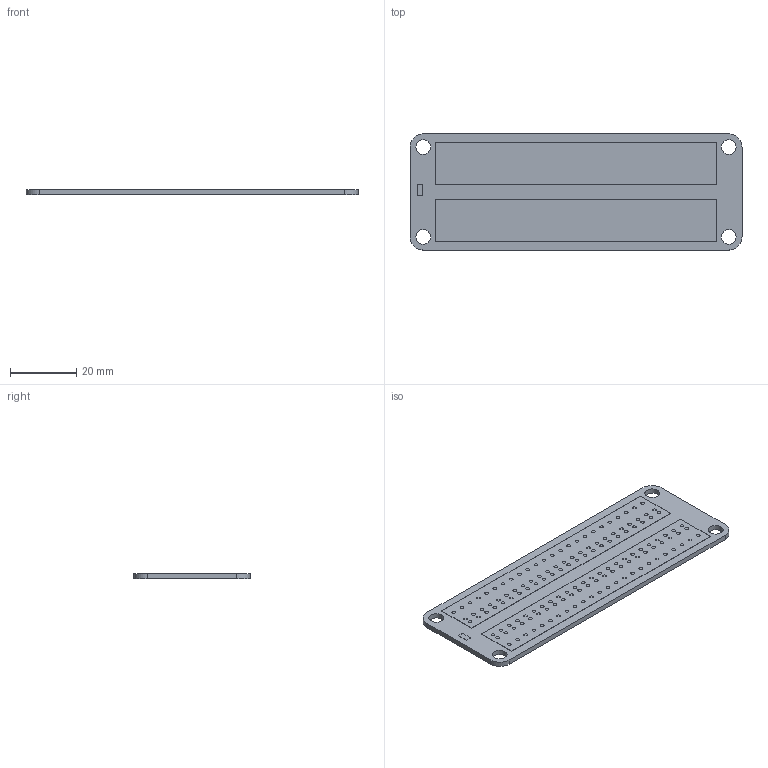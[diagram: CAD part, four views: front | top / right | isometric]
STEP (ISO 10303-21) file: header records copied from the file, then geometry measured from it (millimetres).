
FILE_DESCRIPTION(/* description */ (''),/* implementation_level */ '2;1');
FILE_NAME(/* name */ '28c2f71f-225e-41a4-bbe5-4b5b843d7fdc.stp',/* time_stamp */ '2020-01-14T06:35:50+00:00',/* author */ (''),/* organization */ (''),/* preprocessor_version */ 'ST-DEVELOPER v18',/* originating_system */ 'Autodesk Translation Framework v8.12.0.6',/* authorisation */ '');
FILE_SCHEMA (('AUTOMOTIVE_DESIGN { 1 0 10303 214 3 1 1 }'));
Length unit declared in the file: millimetre
Products named in the file (5): 28c2f71f-225e-41a4-bbe5-4b5b843d7fdc; PCB Component; Board; 1206; WIEDMULLERLSF-3_50-24-90
Assembly tree (5 placements, depth 3):
  28c2f71f-225e-41a4-bbe5-4b5b843d7fdc
    PCB Component
      Board
      1206
      WIEDMULLERLSF-3_50-24-90  x2
Bounding box: 100 x 35 x 1.67 mm (x, y, z)
Volume: 5376.9 mm3; surface area: 12211.1 mm2
Topology: 4 solids, 4 shells, 176 faces, 504 edges, 336 vertices
Faces by surface type: cylinder 152, plane 24
Full cylindrical faces by diameter (mm): 1.1 x144, 4.445 x4
Entity records: 6689 total; most frequent: DIRECTION 1156, CARTESIAN_POINT 1000, ORIENTED_EDGE 984, EDGE_CURVE 492, AXIS2_PLACEMENT_3D 484, EDGE_LOOP 466, VERTEX_POINT 328, CIRCLE 304
